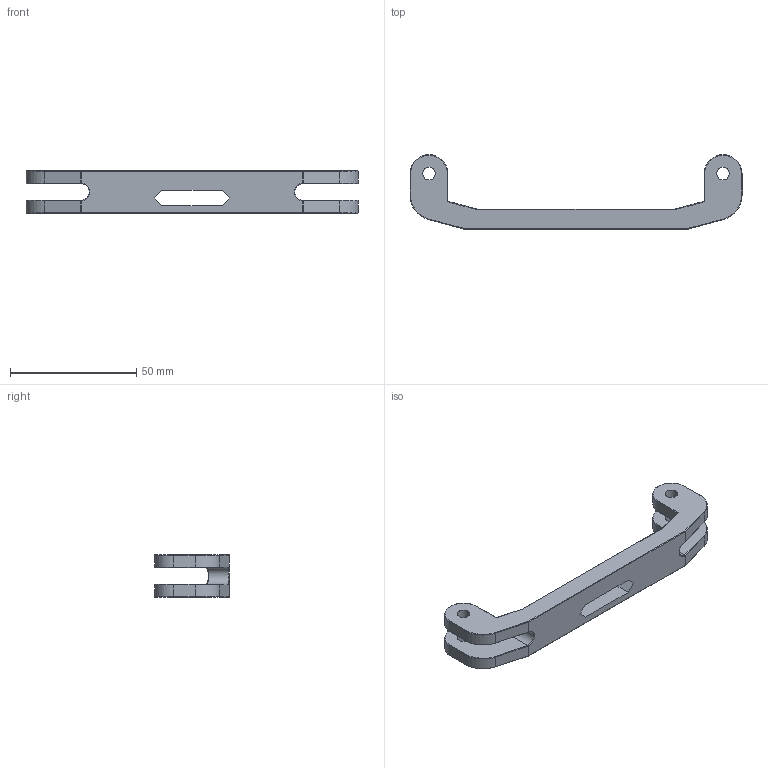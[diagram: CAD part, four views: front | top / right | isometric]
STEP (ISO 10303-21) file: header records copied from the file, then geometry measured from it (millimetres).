
FILE_DESCRIPTION (( 'STEP AP203' ), '1' );
FILE_NAME ('W0003510-007-wiggle arm 72.STEP', '2024-05-27T12:23:15', ( '' ), ( '' ), 'SwSTEP 2.0', 'SolidWorks 2024', '' );
FILE_SCHEMA (( 'CONFIG_CONTROL_DESIGN' ));
Length unit declared in the file: millimetre
Products named in the file (1): W0003510-007-wiggle arm 72
Bounding box: 131.45 x 29.5 x 16.7 mm (x, y, z)
Volume: 18247.7 mm3; surface area: 9628 mm2
Topology: 1 solids, 1 shells, 125 faces, 297 edges, 166 vertices
Faces by surface type: cylinder 60, plane 28, torus 23, sphere 8, bspline 6
Entity records: 3719 total; most frequent: CARTESIAN_POINT 791, DIRECTION 644, ORIENTED_EDGE 578, EDGE_CURVE 289, AXIS2_PLACEMENT_3D 255, VERTEX_POINT 166, EDGE_LOOP 135, CIRCLE 135
